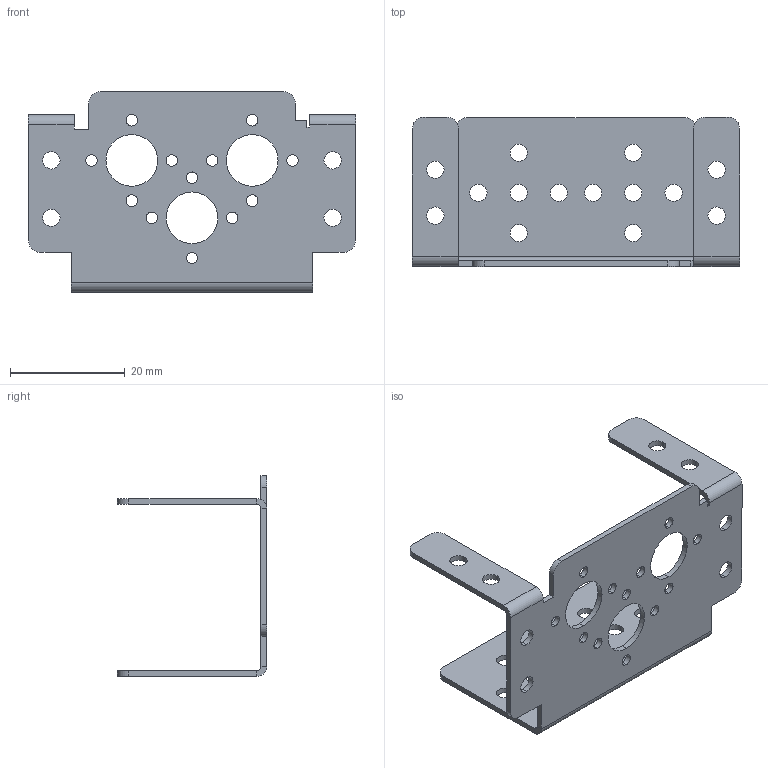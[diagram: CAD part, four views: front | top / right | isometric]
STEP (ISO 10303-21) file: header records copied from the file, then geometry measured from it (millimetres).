
FILE_DESCRIPTION (( 'STEP AP214' ), '1' );
FILE_NAME ('flanfe plate.STEP', '2023-08-26T08:40:00', ( '' ), ( '' ), 'SwSTEP 2.0', 'SolidWorks 2021', '' );
FILE_SCHEMA (( 'AUTOMOTIVE_DESIGN' ));
Length unit declared in the file: millimetre
Products named in the file (1): flanfe plate
Bounding box: 57 x 26 x 35 mm (x, y, z)
Volume: 2851.3 mm3; surface area: 6364.3 mm2
Topology: 1 solids, 1 shells, 120 faces, 330 edges, 212 vertices
Faces by surface type: cylinder 82, plane 38
Entity records: 4032 total; most frequent: DIRECTION 736, CARTESIAN_POINT 663, ORIENTED_EDGE 660, EDGE_CURVE 330, AXIS2_PLACEMENT_3D 285, VERTEX_POINT 212, EDGE_LOOP 186, VECTOR 166
